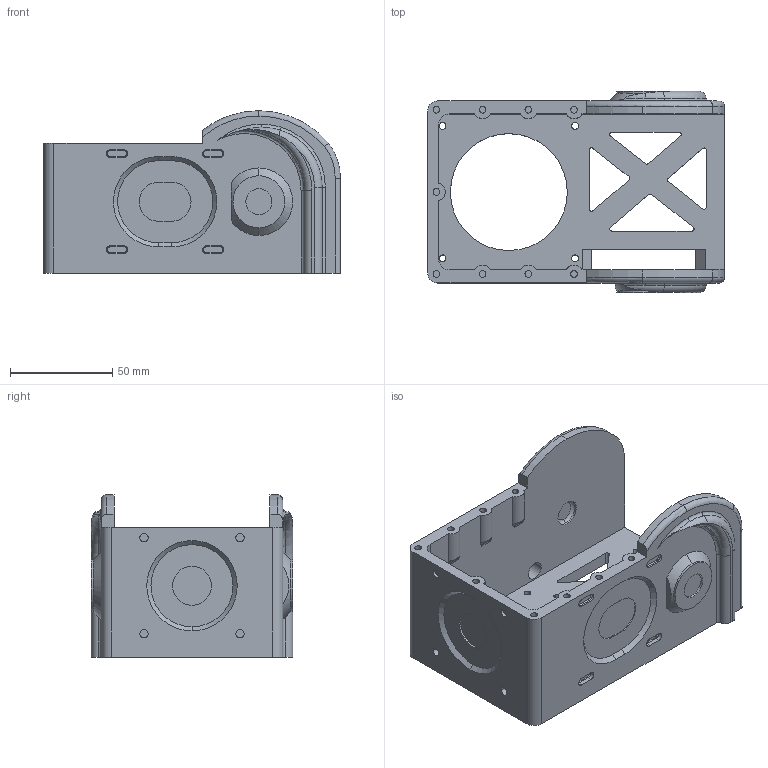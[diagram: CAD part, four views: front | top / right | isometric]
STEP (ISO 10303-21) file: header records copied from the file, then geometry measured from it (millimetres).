
FILE_DESCRIPTION (( 'STEP AP203' ), '1' );
FILE_NAME ('J1 Turret.STEP', '2016-08-23T01:51:54', ( '' ), ( '' ), 'SwSTEP 2.0', 'SolidWorks 2015', '' );
FILE_SCHEMA (( 'CONFIG_CONTROL_DESIGN' ));
Length unit declared in the file: inch
Products named in the file (1): J1 Turret
Bounding box: 145.16 x 98.42 x 79.38 mm (x, y, z)
Volume: 190991.1 mm3; surface area: 74818.5 mm2
Topology: 1 solids, 7 shells, 334 faces, 798 edges, 512 vertices
Faces by surface type: cylinder 166, plane 107, torus 44, bspline 9, cone 8
Entity records: 11500 total; most frequent: CARTESIAN_POINT 3404, DIRECTION 1786, ORIENTED_EDGE 1596, EDGE_CURVE 798, AXIS2_PLACEMENT_3D 714, VERTEX_POINT 512, EDGE_LOOP 390, CIRCLE 388
